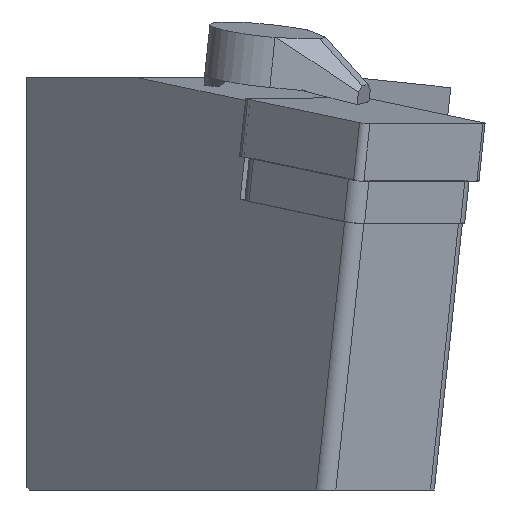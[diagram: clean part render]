
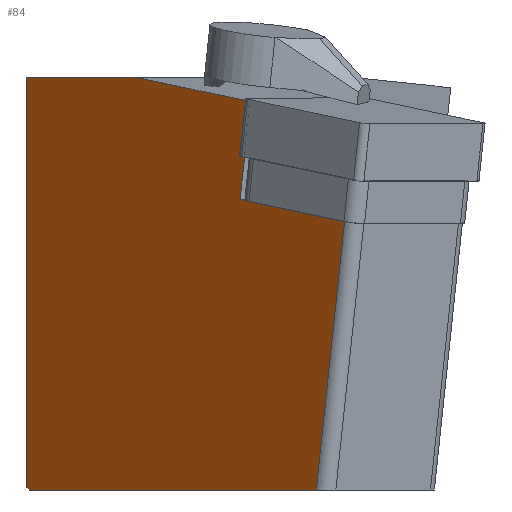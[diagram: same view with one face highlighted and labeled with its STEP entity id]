
A CAD part, left-side view. The second image highlights one B-rep face of the part: STEP entity #84.
In plain terms, the highlighted planar face has unit normal (-0.707, 0.707, 0).
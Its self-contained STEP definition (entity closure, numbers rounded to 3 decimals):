
#84=ADVANCED_FACE('',(#208),#156,.F.);
#156=PLANE('',#1317);
#208=FACE_OUTER_BOUND('',#281,.T.);
#281=EDGE_LOOP('',(#665,#666,#667,#668,#669,#670,#671,#672,#673));
#347=LINE('',#1760,#484);
#357=LINE('',#1784,#494);
#362=LINE('',#1804,#499);
#375=LINE('',#1837,#512);
#378=LINE('',#1842,#515);
#379=LINE('',#1843,#516);
#380=LINE('',#1845,#517);
#381=LINE('',#1847,#518);
#382=LINE('',#1848,#519);
#484=VECTOR('',#1410,1.);
#494=VECTOR('',#1426,1.);
#499=VECTOR('',#1443,1.);
#512=VECTOR('',#1466,1.);
#515=VECTOR('',#1473,1.);
#516=VECTOR('',#1474,1.);
#517=VECTOR('',#1475,1.);
#518=VECTOR('',#1476,1.);
#519=VECTOR('',#1477,1.);
#665=ORIENTED_EDGE('',*,*,#1132,.F.);
#666=ORIENTED_EDGE('',*,*,#1129,.F.);
#667=ORIENTED_EDGE('',*,*,#1133,.F.);
#668=ORIENTED_EDGE('',*,*,#1134,.F.);
#669=ORIENTED_EDGE('',*,*,#1135,.T.);
#670=ORIENTED_EDGE('',*,*,#1113,.T.);
#671=ORIENTED_EDGE('',*,*,#1092,.T.);
#672=ORIENTED_EDGE('',*,*,#1136,.T.);
#673=ORIENTED_EDGE('',*,*,#1103,.F.);
#979=VERTEX_POINT('',#1757);
#980=VERTEX_POINT('',#1759);
#985=VERTEX_POINT('',#1771);
#991=VERTEX_POINT('',#1783);
#1001=VERTEX_POINT('',#1805);
#1010=VERTEX_POINT('',#1826);
#1015=VERTEX_POINT('',#1836);
#1016=VERTEX_POINT('',#1844);
#1017=VERTEX_POINT('',#1846);
#1092=EDGE_CURVE('',#979,#980,#347,.T.);
#1103=EDGE_CURVE('',#991,#985,#357,.T.);
#1113=EDGE_CURVE('',#1001,#979,#362,.T.);
#1129=EDGE_CURVE('',#1015,#1010,#375,.T.);
#1132=EDGE_CURVE('',#1010,#991,#378,.T.);
#1133=EDGE_CURVE('',#1016,#1015,#379,.T.);
#1134=EDGE_CURVE('',#1017,#1016,#380,.T.);
#1135=EDGE_CURVE('',#1017,#1001,#381,.T.);
#1136=EDGE_CURVE('',#980,#985,#382,.T.);
#1317=AXIS2_PLACEMENT_3D('',#1849,#1478,#1479);
#1410=DIRECTION('',(0.699,0.699,0.147));
#1426=DIRECTION('',(-0.699,-0.699,-0.147));
#1443=DIRECTION('',(0.699,0.699,0.147));
#1466=DIRECTION('',(-0.001,0.,1.));
#1473=DIRECTION('',(-0.707,-0.707,0.));
#1474=DIRECTION('',(0.577,0.577,0.577));
#1475=DIRECTION('',(0.707,0.707,0.));
#1476=DIRECTION('',(-0.105,-0.104,0.989));
#1477=DIRECTION('',(-0.105,-0.104,0.989));
#1478=DIRECTION('',(0.707,-0.707,0.));
#1479=DIRECTION('',(0.707,0.707,0.));
#1757=CARTESIAN_POINT('',(13.722,-23.838,-8.409));
#1759=CARTESIAN_POINT('',(14.299,-23.261,-8.287));
#1760=CARTESIAN_POINT('',(28.352,-9.207,-5.325));
#1771=CARTESIAN_POINT('',(13.169,-24.385,2.405));
#1783=CARTESIAN_POINT('',(25.482,-12.071,5.));
#1784=CARTESIAN_POINT('',(27.222,-10.331,5.367));
#1804=CARTESIAN_POINT('',(28.352,-9.207,-5.325));
#1805=CARTESIAN_POINT('',(2.9,-34.662,-10.69));
#1826=CARTESIAN_POINT('',(37.553,0.,5.));
#1836=CARTESIAN_POINT('',(37.579,0.,-39.7));
#1837=CARTESIAN_POINT('',(37.584,0.,-48.733));
#1842=CARTESIAN_POINT('',(32.925,-4.629,5.));
#1843=CARTESIAN_POINT('',(31.475,-6.108,-45.808));
#1844=CARTESIAN_POINT('',(37.279,-0.3,-40.));
#1845=CARTESIAN_POINT('',(32.937,-4.642,-40.));
#1846=CARTESIAN_POINT('',(5.998,-31.581,-40.));
#1847=CARTESIAN_POINT('',(7.488,-30.099,-54.101));
#1848=CARTESIAN_POINT('',(18.887,-18.698,-51.698));
#1849=CARTESIAN_POINT('',(32.94,-4.644,-48.735));
